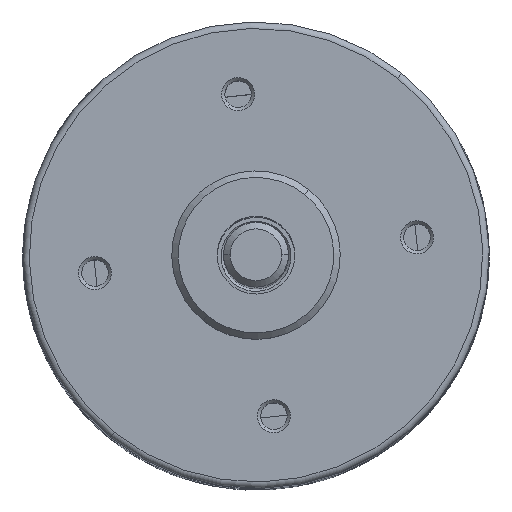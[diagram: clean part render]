
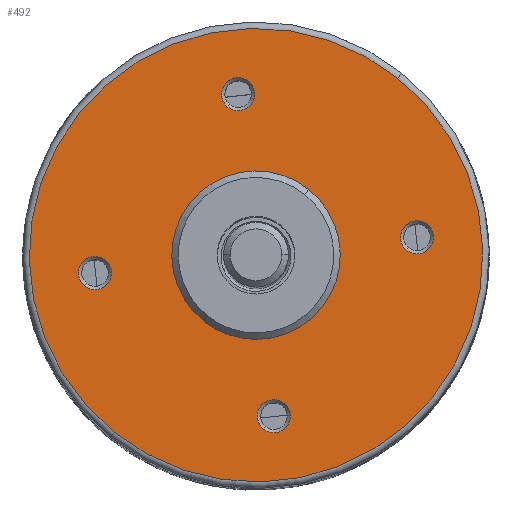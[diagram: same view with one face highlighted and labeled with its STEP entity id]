
A CAD part, top view. The second image highlights one B-rep face of the part: STEP entity #492.
In plain terms, the highlighted face is planar.
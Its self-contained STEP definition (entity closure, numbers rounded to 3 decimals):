
#87 = ORIENTED_EDGE ( 'NONE', *, *, #13417, .F. ) ;
#492 = ADVANCED_FACE ( 'NONE', ( #12153, #8174, #16736, #5178, #1888, #9536 ), #3532, .F. ) ;
#607 = CARTESIAN_POINT ( 'NONE',  ( 17.5, 0., 0. ) ) ;
#620 = AXIS2_PLACEMENT_3D ( 'NONE', #1923, #2213, #13752 ) ;
#796 = AXIS2_PLACEMENT_3D ( 'NONE', #14061, #3960, #12588 ) ;
#1246 = CARTESIAN_POINT ( 'NONE',  ( -8.839, -8.839, 0. ) ) ;
#1802 = DIRECTION ( 'NONE',  ( 0., 0., -1. ) ) ;
#1888 = FACE_BOUND ( 'NONE', #6014, .T. ) ;
#1923 = CARTESIAN_POINT ( 'NONE',  ( 8.839, 8.839, 0. ) ) ;
#2023 = DIRECTION ( 'NONE',  ( -1., 0., 0. ) ) ;
#2213 = DIRECTION ( 'NONE',  ( 0., 0., -1. ) ) ;
#2231 = VERTEX_POINT ( 'NONE', #8438 ) ;
#2282 = CARTESIAN_POINT ( 'NONE',  ( -8.839, -8.839, 0. ) ) ;
#2515 = CARTESIAN_POINT ( 'NONE',  ( 0., 0., 0. ) ) ;
#2595 = CARTESIAN_POINT ( 'NONE',  ( -7.564, 8.839, 0. ) ) ;
#2612 = CIRCLE ( 'NONE', #8479, 1.275 ) ;
#2678 = CIRCLE ( 'NONE', #17557, 1.275 ) ;
#2933 = CARTESIAN_POINT ( 'NONE',  ( -8.839, 8.839, 0. ) ) ;
#3144 = VERTEX_POINT ( 'NONE', #15575 ) ;
#3169 = ORIENTED_EDGE ( 'NONE', *, *, #12771, .F. ) ;
#3218 = DIRECTION ( 'NONE',  ( 0., 0., -1. ) ) ;
#3532 = PLANE ( 'NONE',  #15597 ) ;
#3640 = DIRECTION ( 'NONE',  ( 0., 0., -1. ) ) ;
#3960 = DIRECTION ( 'NONE',  ( 0., 0., -1. ) ) ;
#4080 = EDGE_LOOP ( 'NONE', ( #87, #11044 ) ) ;
#4103 = ORIENTED_EDGE ( 'NONE', *, *, #11233, .F. ) ;
#4131 = ORIENTED_EDGE ( 'NONE', *, *, #19199, .F. ) ;
#4320 = AXIS2_PLACEMENT_3D ( 'NONE', #9154, #1802, #4521 ) ;
#4455 = CIRCLE ( 'NONE', #15006, 1.275 ) ;
#4521 = DIRECTION ( 'NONE',  ( -1., 0., 0. ) ) ;
#4603 = CARTESIAN_POINT ( 'NONE',  ( 10.114, 8.839, 0. ) ) ;
#5178 = FACE_BOUND ( 'NONE', #4080, .T. ) ;
#5517 = AXIS2_PLACEMENT_3D ( 'NONE', #14029, #15391, #6555 ) ;
#5594 = CIRCLE ( 'NONE', #10225, 1.275 ) ;
#5933 = CARTESIAN_POINT ( 'NONE',  ( 6.5, 0., 0. ) ) ;
#6014 = EDGE_LOOP ( 'NONE', ( #4131, #18200 ) ) ;
#6085 = ORIENTED_EDGE ( 'NONE', *, *, #11446, .F. ) ;
#6546 = AXIS2_PLACEMENT_3D ( 'NONE', #17877, #3218, #10862 ) ;
#6555 = DIRECTION ( 'NONE',  ( -1., 0., 0. ) ) ;
#6683 = CIRCLE ( 'NONE', #17528, 17.5 ) ;
#6807 = CIRCLE ( 'NONE', #4320, 1.275 ) ;
#6878 = CIRCLE ( 'NONE', #17731, 17.5 ) ;
#7009 = CARTESIAN_POINT ( 'NONE',  ( -7.564, -8.839, 0. ) ) ;
#7147 = DIRECTION ( 'NONE',  ( -1., 0., 0. ) ) ;
#7283 = EDGE_CURVE ( 'NONE', #16185, #17148, #6683, .T. ) ;
#8052 = EDGE_LOOP ( 'NONE', ( #6085, #17741 ) ) ;
#8174 = FACE_BOUND ( 'NONE', #13159, .T. ) ;
#8188 = CARTESIAN_POINT ( 'NONE',  ( -10.114, -8.839, 0. ) ) ;
#8260 = CARTESIAN_POINT ( 'NONE',  ( 0., 0., 0. ) ) ;
#8267 = VERTEX_POINT ( 'NONE', #5933 ) ;
#8356 = DIRECTION ( 'NONE',  ( 0., 0., -1. ) ) ;
#8429 = CARTESIAN_POINT ( 'NONE',  ( -17.5, 0., 0. ) ) ;
#8433 = EDGE_CURVE ( 'NONE', #8267, #17951, #17719, .T. ) ;
#8438 = CARTESIAN_POINT ( 'NONE',  ( -10.114, 8.839, 0. ) ) ;
#8479 = AXIS2_PLACEMENT_3D ( 'NONE', #13666, #15329, #2023 ) ;
#8593 = DIRECTION ( 'NONE',  ( 0., 0., -1. ) ) ;
#8824 = DIRECTION ( 'NONE',  ( 0., 0., -1. ) ) ;
#8838 = CARTESIAN_POINT ( 'NONE',  ( -6.5, 0., 0. ) ) ;
#8992 = EDGE_CURVE ( 'NONE', #17148, #16185, #6878, .T. ) ;
#9154 = CARTESIAN_POINT ( 'NONE',  ( 8.839, -8.839, 0. ) ) ;
#9261 = AXIS2_PLACEMENT_3D ( 'NONE', #2282, #3640, #18228 ) ;
#9536 = FACE_BOUND ( 'NONE', #8052, .T. ) ;
#9841 = CIRCLE ( 'NONE', #5517, 1.275 ) ;
#10225 = AXIS2_PLACEMENT_3D ( 'NONE', #2933, #8824, #17773 ) ;
#10369 = EDGE_LOOP ( 'NONE', ( #10757, #16393 ) ) ;
#10700 = DIRECTION ( 'NONE',  ( 1., 0., 0. ) ) ;
#10757 = ORIENTED_EDGE ( 'NONE', *, *, #8992, .T. ) ;
#10862 = DIRECTION ( 'NONE',  ( 1., 0., 0. ) ) ;
#11044 = ORIENTED_EDGE ( 'NONE', *, *, #12388, .F. ) ;
#11233 = EDGE_CURVE ( 'NONE', #3144, #16671, #17357, .T. ) ;
#11446 = EDGE_CURVE ( 'NONE', #12826, #13716, #6807, .T. ) ;
#11495 = EDGE_CURVE ( 'NONE', #18725, #18333, #12368, .T. ) ;
#11649 = CARTESIAN_POINT ( 'NONE',  ( -8.839, 8.839, 0. ) ) ;
#12153 = FACE_OUTER_BOUND ( 'NONE', #10369, .T. ) ;
#12368 = CIRCLE ( 'NONE', #9261, 1.275 ) ;
#12388 = EDGE_CURVE ( 'NONE', #19099, #2231, #5594, .T. ) ;
#12466 = ORIENTED_EDGE ( 'NONE', *, *, #14832, .F. ) ;
#12559 = ORIENTED_EDGE ( 'NONE', *, *, #8433, .F. ) ;
#12588 = DIRECTION ( 'NONE',  ( 1., 0., 0. ) ) ;
#12771 = EDGE_CURVE ( 'NONE', #16671, #3144, #9841, .T. ) ;
#12826 = VERTEX_POINT ( 'NONE', #14130 ) ;
#13159 = EDGE_LOOP ( 'NONE', ( #12559, #12466 ) ) ;
#13417 = EDGE_CURVE ( 'NONE', #2231, #19099, #4455, .T. ) ;
#13552 = DIRECTION ( 'NONE',  ( 1., 0., 0. ) ) ;
#13666 = CARTESIAN_POINT ( 'NONE',  ( 8.839, -8.839, 0. ) ) ;
#13716 = VERTEX_POINT ( 'NONE', #16113 ) ;
#13752 = DIRECTION ( 'NONE',  ( -1., 0., 0. ) ) ;
#13814 = DIRECTION ( 'NONE',  ( 0., 0., 1. ) ) ;
#13907 = EDGE_CURVE ( 'NONE', #13716, #12826, #2612, .T. ) ;
#14029 = CARTESIAN_POINT ( 'NONE',  ( 8.839, 8.839, 0. ) ) ;
#14061 = CARTESIAN_POINT ( 'NONE',  ( 0., 0., 0. ) ) ;
#14130 = CARTESIAN_POINT ( 'NONE',  ( 7.564, -8.839, 0. ) ) ;
#14205 = DIRECTION ( 'NONE',  ( 1., 0., 0. ) ) ;
#14773 = DIRECTION ( 'NONE',  ( -1., 0., 0. ) ) ;
#14832 = EDGE_CURVE ( 'NONE', #17951, #8267, #15355, .T. ) ;
#15006 = AXIS2_PLACEMENT_3D ( 'NONE', #11649, #19071, #14773 ) ;
#15019 = DIRECTION ( 'NONE',  ( 0., 0., -1. ) ) ;
#15329 = DIRECTION ( 'NONE',  ( 0., 0., -1. ) ) ;
#15348 = EDGE_LOOP ( 'NONE', ( #4103, #3169 ) ) ;
#15355 = CIRCLE ( 'NONE', #796, 6.5 ) ;
#15391 = DIRECTION ( 'NONE',  ( 0., 0., -1. ) ) ;
#15575 = CARTESIAN_POINT ( 'NONE',  ( 7.564, 8.839, 0. ) ) ;
#15597 = AXIS2_PLACEMENT_3D ( 'NONE', #18113, #13814, #10700 ) ;
#16113 = CARTESIAN_POINT ( 'NONE',  ( 10.114, -8.839, 0. ) ) ;
#16185 = VERTEX_POINT ( 'NONE', #8429 ) ;
#16393 = ORIENTED_EDGE ( 'NONE', *, *, #7283, .T. ) ;
#16671 = VERTEX_POINT ( 'NONE', #4603 ) ;
#16736 = FACE_BOUND ( 'NONE', #15348, .T. ) ;
#17148 = VERTEX_POINT ( 'NONE', #607 ) ;
#17357 = CIRCLE ( 'NONE', #620, 1.275 ) ;
#17528 = AXIS2_PLACEMENT_3D ( 'NONE', #8260, #8356, #14205 ) ;
#17557 = AXIS2_PLACEMENT_3D ( 'NONE', #1246, #8593, #7147 ) ;
#17719 = CIRCLE ( 'NONE', #6546, 6.5 ) ;
#17731 = AXIS2_PLACEMENT_3D ( 'NONE', #2515, #15019, #13552 ) ;
#17741 = ORIENTED_EDGE ( 'NONE', *, *, #13907, .F. ) ;
#17773 = DIRECTION ( 'NONE',  ( -1., 0., 0. ) ) ;
#17877 = CARTESIAN_POINT ( 'NONE',  ( 0., 0., 0. ) ) ;
#17951 = VERTEX_POINT ( 'NONE', #8838 ) ;
#18113 = CARTESIAN_POINT ( 'NONE',  ( 0., 0., 0. ) ) ;
#18200 = ORIENTED_EDGE ( 'NONE', *, *, #11495, .F. ) ;
#18228 = DIRECTION ( 'NONE',  ( -1., 0., 0. ) ) ;
#18333 = VERTEX_POINT ( 'NONE', #8188 ) ;
#18725 = VERTEX_POINT ( 'NONE', #7009 ) ;
#19071 = DIRECTION ( 'NONE',  ( 0., 0., -1. ) ) ;
#19099 = VERTEX_POINT ( 'NONE', #2595 ) ;
#19199 = EDGE_CURVE ( 'NONE', #18333, #18725, #2678, .T. ) ;
